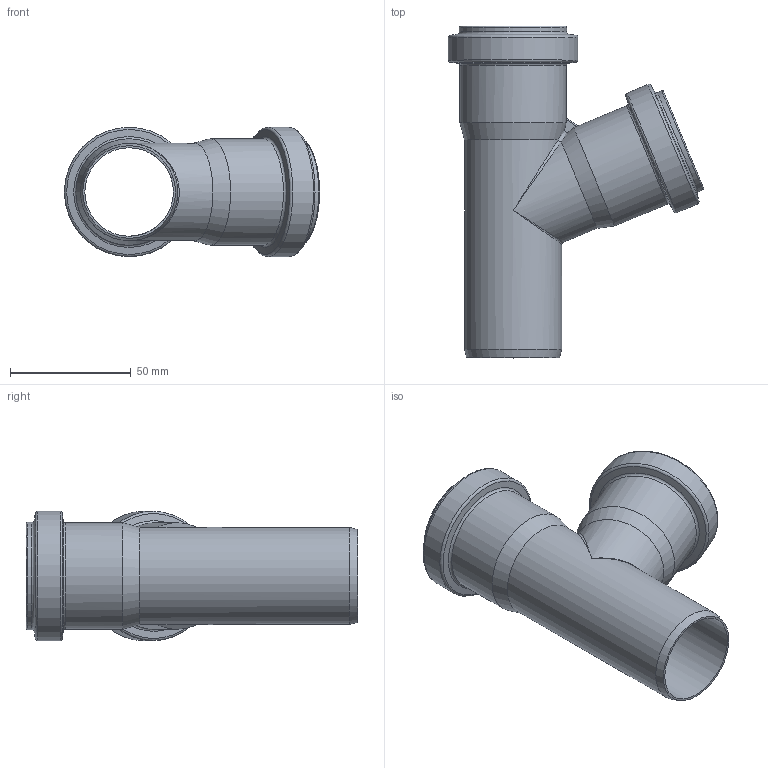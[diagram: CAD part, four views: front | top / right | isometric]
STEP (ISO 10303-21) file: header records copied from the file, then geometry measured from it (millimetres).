
FILE_DESCRIPTION(/* description */ (''),/* implementation_level */ '2;1');
FILE_NAME(/* name */ '171300 HTsafeEA DN_OD 40_40_67°.stp',/* time_stamp */ '2017-03-13T08:59:21+01:00',/* author */ ('user1'),/* organization */ (''),/* preprocessor_version */ 'ST-DEVELOPER v16.1',/* originating_system */ 'Autodesk Inventor 2016',/* authorisation */ '');
FILE_SCHEMA (('AUTOMOTIVE_DESIGN { 1 0 10303 214 3 1 1 }'));
Length unit declared in the file: millimetre
Products named in the file (1): 171300 HTsafeEA DN_OD 40_40_67°
Bounding box: 105.49 x 137.2 x 53.5 mm (x, y, z)
Volume: 44884 mm3; surface area: 53173 mm2
Topology: 1 solids, 1 shells, 66 faces, 153 edges, 86 vertices
Faces by surface type: cylinder 20, torus 20, cone 13, plane 8, bspline 5
Full cylindrical faces by diameter (mm): 36.6 x2, 40.2 x1, 40.8 x2, 41.2 x4, 44 x2, 44.4 x2, 50.3 x2, 53.5 x2
Entity records: 1874 total; most frequent: CARTESIAN_POINT 630, DIRECTION 262, ORIENTED_EDGE 186, AXIS2_PLACEMENT_3D 127, EDGE_LOOP 120, EDGE_CURVE 93, VERTEX_POINT 79, FACE_OUTER_BOUND 66
